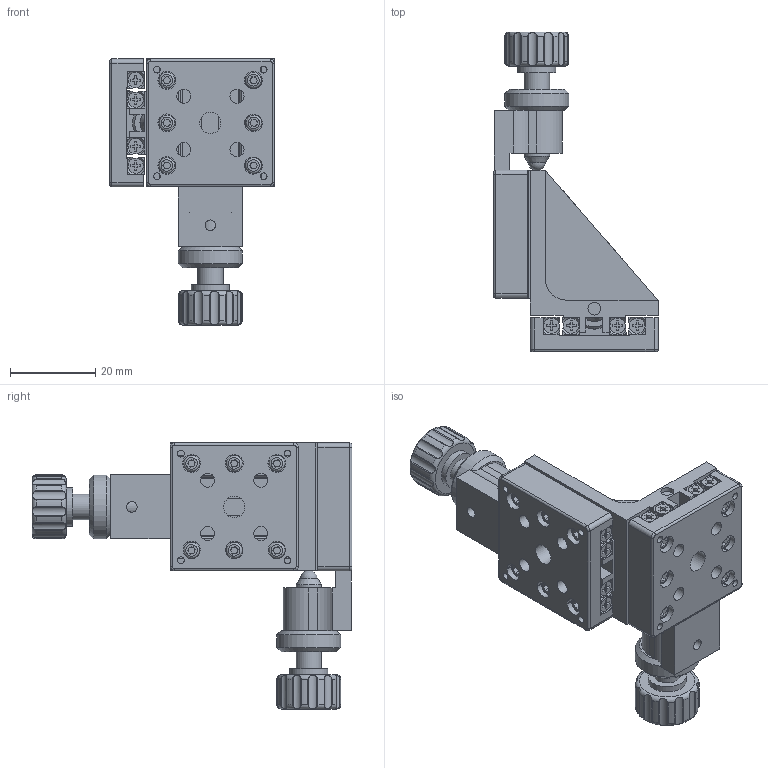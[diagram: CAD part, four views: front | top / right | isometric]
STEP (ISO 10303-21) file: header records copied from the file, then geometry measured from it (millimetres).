
FILE_DESCRIPTION (( 'STEP AP203' ), '1' );
FILE_NAME ('56CTS-XZM.STEP', '2023-10-12T06:20:43', ( '' ), ( '' ), 'SwSTEP 2.0', 'SolidWorks 2022', '' );
FILE_SCHEMA (( 'CONFIG_CONTROL_DESIGN' ));
Length unit declared in the file: millimetre
Products named in the file (1): 56CTS-XZM
Bounding box: 38.6 x 75 x 62.4 mm (x, y, z)
Surface area: 22441.7 mm2 (no closed solid volume)
Topology: 0 solids, 69 shells, 910 faces, 2824 edges, 1945 vertices
Faces by surface type: plane 587, cylinder 209, cone 78, torus 34, sphere 2
Full cylindrical faces by diameter (mm): 1.6 x8, 2.5 x8, 3 x1, 3.3 x8, 3.6 x16, 4 x16, 4.2 x6, 4.7 x2, 5 x2, 6 x2, 6.35 x2, 9 x2, 9.5 x2, 15 x2
Entity records: 31419 total; most frequent: CARTESIAN_POINT 7293, DIRECTION 4771, ORIENTED_EDGE 4529, EDGE_CURVE 2637, VERTEX_POINT 1893, LINE 1701, VECTOR 1701, AXIS2_PLACEMENT_3D 1535
